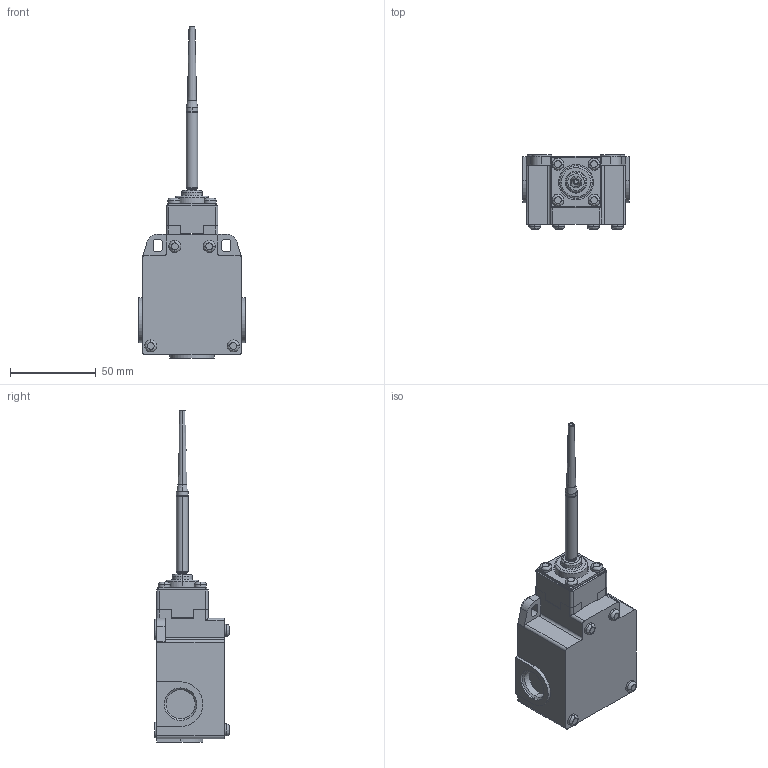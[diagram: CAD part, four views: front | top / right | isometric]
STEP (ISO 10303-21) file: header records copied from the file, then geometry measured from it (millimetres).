
FILE_DESCRIPTION (( 'STEP AP214' ), '1' );
FILE_NAME ('ABM6E92Z11.step', '2017-12-19T21:06:41', ( '' ), ( '' ), 'SwSTEP 2.0', 'SolidWorks 2017', '' );
FILE_SCHEMA (( 'AUTOMOTIVE_DESIGN' ));
Length unit declared in the file: inch
Products named in the file (1): ABM6E92Z11
Bounding box: 62 x 43.3 x 193.3 mm (x, y, z)
Volume: 167881.2 mm3; surface area: 26640 mm2
Topology: 3 solids, 3 shells, 222 faces, 545 edges, 350 vertices
Faces by surface type: cylinder 88, plane 88, bspline 34, cone 12
Entity records: 10195 total; most frequent: CARTESIAN_POINT 2018, DIRECTION 1115, ORIENTED_EDGE 1090, EDGE_CURVE 545, AXIS2_PLACEMENT_3D 417, VERTEX_POINT 350, LINE 281, VECTOR 281
